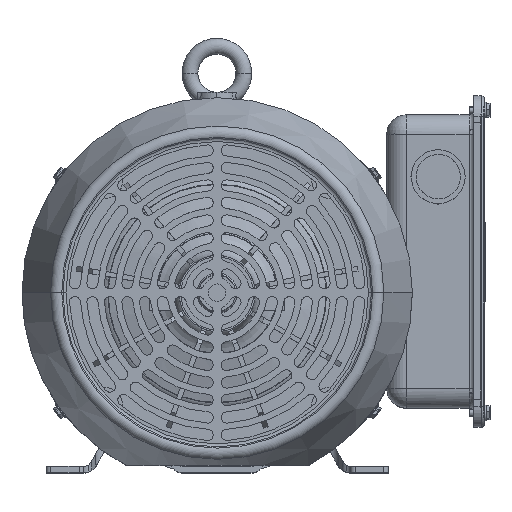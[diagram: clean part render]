
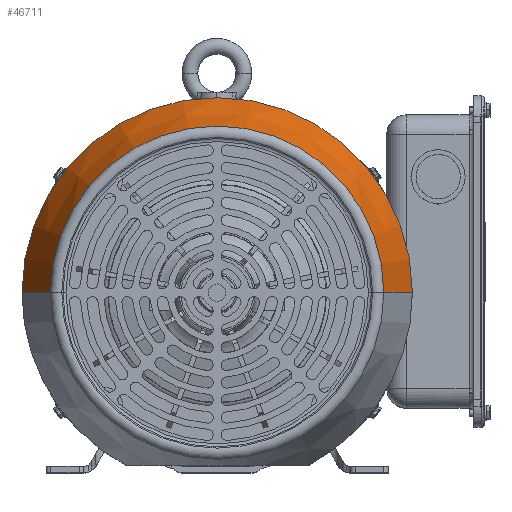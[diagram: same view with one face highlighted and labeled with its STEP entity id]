
A CAD part, top view. The second image highlights one B-rep face of the part: STEP entity #46711.
In plain terms, the highlighted conical face has half-angle 20 degrees and reference radius 123.2 mm.
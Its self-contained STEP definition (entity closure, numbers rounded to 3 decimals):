
#999 = CARTESIAN_POINT ( 'NONE',  ( 123.2, 0., 57.212 ) ) ;
#9685 = VERTEX_POINT ( 'NONE', #20292 ) ;
#10650 = DIRECTION ( 'NONE',  ( 0., 0., -1. ) ) ;
#12874 = CIRCLE ( 'NONE', #22952, 105.184 ) ;
#14683 = CARTESIAN_POINT ( 'NONE',  ( 0., 0., 57.212 ) ) ;
#16225 = LINE ( 'NONE', #999, #61663 ) ;
#17130 = DIRECTION ( 'NONE',  ( 0., 0., -1. ) ) ;
#19532 = ORIENTED_EDGE ( 'NONE', *, *, #92950, .T. ) ;
#20292 = CARTESIAN_POINT ( 'NONE',  ( 105.184, 0., 106.71 ) ) ;
#20316 = VERTEX_POINT ( 'NONE', #90771 ) ;
#22952 = AXIS2_PLACEMENT_3D ( 'NONE', #61781, #10650, #70361 ) ;
#23308 = DIRECTION ( 'NONE',  ( -1., 0., 0. ) ) ;
#25759 = CARTESIAN_POINT ( 'NONE',  ( 0., 0., 57.212 ) ) ;
#26522 = EDGE_CURVE ( 'NONE', #94081, #90781, #53147, .T. ) ;
#27675 = ORIENTED_EDGE ( 'NONE', *, *, #51810, .F. ) ;
#33693 = CARTESIAN_POINT ( 'NONE',  ( -123.2, 0., 57.212 ) ) ;
#35233 = AXIS2_PLACEMENT_3D ( 'NONE', #25759, #17130, #85482 ) ;
#35703 = EDGE_LOOP ( 'NONE', ( #43940, #19532, #27675, #110120 ) ) ;
#41792 = CARTESIAN_POINT ( 'NONE',  ( -105.184, 0., 106.71 ) ) ;
#43940 = ORIENTED_EDGE ( 'NONE', *, *, #55604, .T. ) ;
#46711 = ADVANCED_FACE ( 'NONE', ( #91829 ), #63673, .T. ) ;
#51810 = EDGE_CURVE ( 'NONE', #90781, #20316, #61577, .T. ) ;
#53147 = LINE ( 'NONE', #61685, #70523 ) ;
#55604 = EDGE_CURVE ( 'NONE', #94081, #9685, #12874, .T. ) ;
#61577 = CIRCLE ( 'NONE', #67764, 123.2 ) ;
#61663 = VECTOR ( 'NONE', #103311, 1000. ) ;
#61685 = CARTESIAN_POINT ( 'NONE',  ( -123.2, 0., 57.212 ) ) ;
#61781 = CARTESIAN_POINT ( 'NONE',  ( 0., 0., 106.71 ) ) ;
#63673 = CONICAL_SURFACE ( 'NONE', #35233, 123.2, 0.349 ) ;
#67764 = AXIS2_PLACEMENT_3D ( 'NONE', #14683, #74433, #23308 ) ;
#70361 = DIRECTION ( 'NONE',  ( -1., 0., 0. ) ) ;
#70523 = VECTOR ( 'NONE', #104681, 1000. ) ;
#74433 = DIRECTION ( 'NONE',  ( 0., 0., -1. ) ) ;
#85482 = DIRECTION ( 'NONE',  ( -1., 0., 0. ) ) ;
#90771 = CARTESIAN_POINT ( 'NONE',  ( 123.2, 0., 57.212 ) ) ;
#90781 = VERTEX_POINT ( 'NONE', #33693 ) ;
#91829 = FACE_OUTER_BOUND ( 'NONE', #35703, .T. ) ;
#92950 = EDGE_CURVE ( 'NONE', #9685, #20316, #16225, .T. ) ;
#94081 = VERTEX_POINT ( 'NONE', #41792 ) ;
#103311 = DIRECTION ( 'NONE',  ( 0.342, 0., -0.94 ) ) ;
#104681 = DIRECTION ( 'NONE',  ( -0.342, 0., -0.94 ) ) ;
#110120 = ORIENTED_EDGE ( 'NONE', *, *, #26522, .F. ) ;
